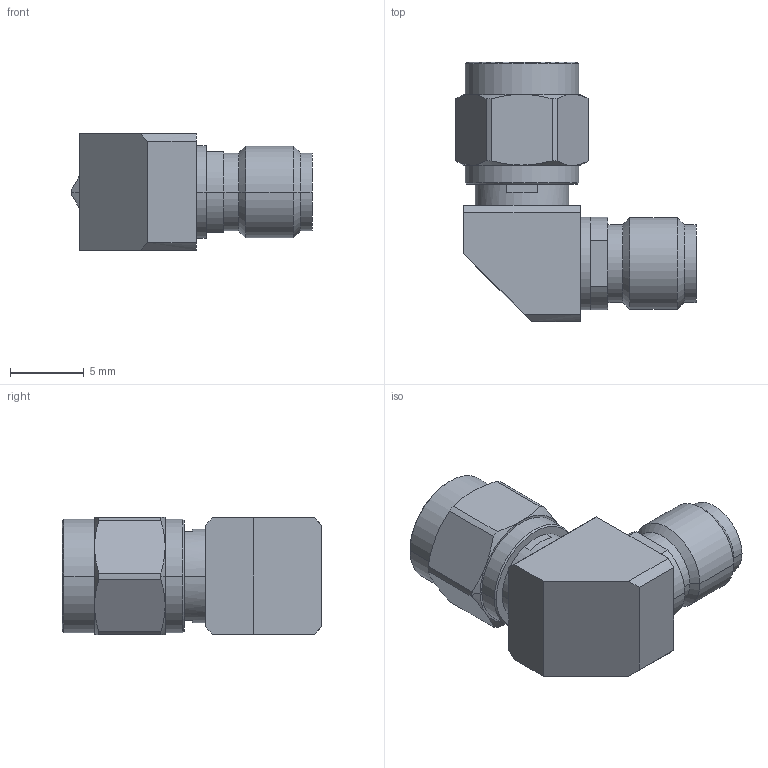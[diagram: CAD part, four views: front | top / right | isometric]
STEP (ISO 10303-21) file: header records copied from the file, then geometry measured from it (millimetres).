
FILE_DESCRIPTION (( 'STEP AP203' ), '1' );
FILE_NAME ('PE91502.STEP', '2021-05-05T11:20:20', ( '' ), ( '' ), 'SwSTEP 2.0', 'SolidWorks 2020', '' );
FILE_SCHEMA (( 'CONFIG_CONTROL_DESIGN' ));
Length unit declared in the file: inch
Products named in the file (6): PE91502; Part1^PE91502; als-k8-243.stp; ALS-K3K8-4.stp; ALS-K3K8-3.stp; ALS-243-TOP.stp
Assembly tree (5 placements, depth 3):
  PE91502
    als-k8-243.stp
      ALS-K3K8-3.stp
      ALS-K3K8-4.stp
      ALS-243-TOP.stp
    Part1^PE91502
Bounding box: 16.34 x 17.65 x 8.02 mm (x, y, z)
Volume: 1101.3 mm3; surface area: 958.1 mm2
Topology: 10 solids, 10 shells, 189 faces, 452 edges, 290 vertices
Faces by surface type: plane 87, bspline 38, cylinder 35, cone 29
Entity records: 8556 total; most frequent: CARTESIAN_POINT 3752, ORIENTED_EDGE 904, DIRECTION 770, EDGE_CURVE 452, VERTEX_POINT 290, AXIS2_PLACEMENT_3D 260, VECTOR 250, LINE 250
